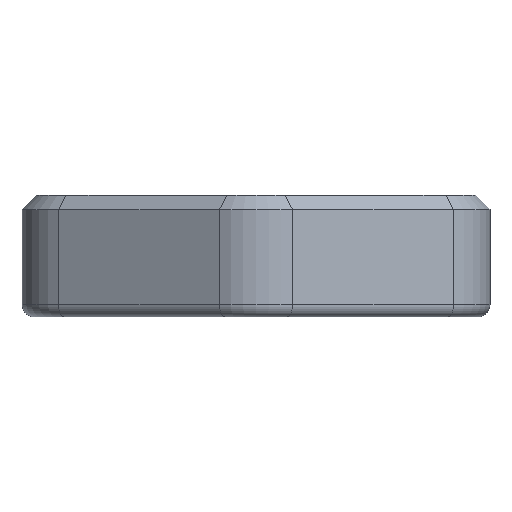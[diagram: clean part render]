
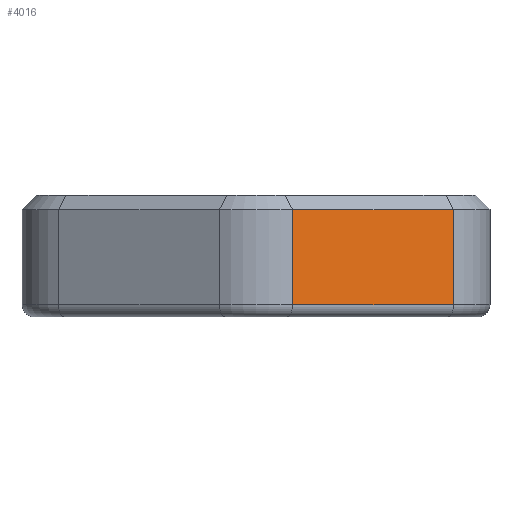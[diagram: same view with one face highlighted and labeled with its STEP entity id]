
A CAD part, front view. The second image highlights one B-rep face of the part: STEP entity #4016.
In plain terms, the highlighted planar face has unit normal (0.5, -0.866, 0).
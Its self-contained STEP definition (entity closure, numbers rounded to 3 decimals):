
#264=PLANE('',#4232);
#443=FACE_OUTER_BOUND('',#676,.T.);
#676=EDGE_LOOP('',(#3288,#3289,#3290,#3291));
#1001=LINE('',#7063,#1344);
#1009=LINE('',#7087,#1352);
#1010=LINE('',#7089,#1353);
#1011=LINE('',#7090,#1354);
#1344=VECTOR('',#4842,10.);
#1352=VECTOR('',#4868,10.);
#1353=VECTOR('',#4869,10.);
#1354=VECTOR('',#4870,10.);
#1878=VERTEX_POINT('',#7054);
#1880=VERTEX_POINT('',#7061);
#1887=VERTEX_POINT('',#7086);
#1888=VERTEX_POINT('',#7088);
#2400=EDGE_CURVE('',#1880,#1878,#1001,.T.);
#2412=EDGE_CURVE('',#1887,#1880,#1009,.T.);
#2413=EDGE_CURVE('',#1888,#1887,#1010,.T.);
#2414=EDGE_CURVE('',#1878,#1888,#1011,.T.);
#3288=ORIENTED_EDGE('',*,*,#2400,.F.);
#3289=ORIENTED_EDGE('',*,*,#2412,.F.);
#3290=ORIENTED_EDGE('',*,*,#2413,.F.);
#3291=ORIENTED_EDGE('',*,*,#2414,.F.);
#4016=ADVANCED_FACE('',(#443),#264,.T.);
#4232=AXIS2_PLACEMENT_3D('',#7085,#4866,#4867);
#4842=DIRECTION('',(0.866,0.5,0.));
#4866=DIRECTION('center_axis',(0.5,-0.866,0.));
#4867=DIRECTION('ref_axis',(0.866,0.5,0.));
#4868=DIRECTION('',(0.,0.,1.));
#4869=DIRECTION('',(-0.866,-0.5,0.));
#4870=DIRECTION('',(0.,0.,-1.));
#7054=CARTESIAN_POINT('',(110.6,21.091,9.4));
#7061=CARTESIAN_POINT('',(104.,17.281,9.4));
#7063=CARTESIAN_POINT('',(104.8,17.743,9.4));
#7085=CARTESIAN_POINT('Origin',(102.3,16.299,8.));
#7086=CARTESIAN_POINT('',(104.,17.281,5.5));
#7087=CARTESIAN_POINT('',(104.,17.281,8.));
#7088=CARTESIAN_POINT('',(110.6,21.091,5.5));
#7089=CARTESIAN_POINT('',(104.8,17.743,5.5));
#7090=CARTESIAN_POINT('',(110.6,21.091,8.));
